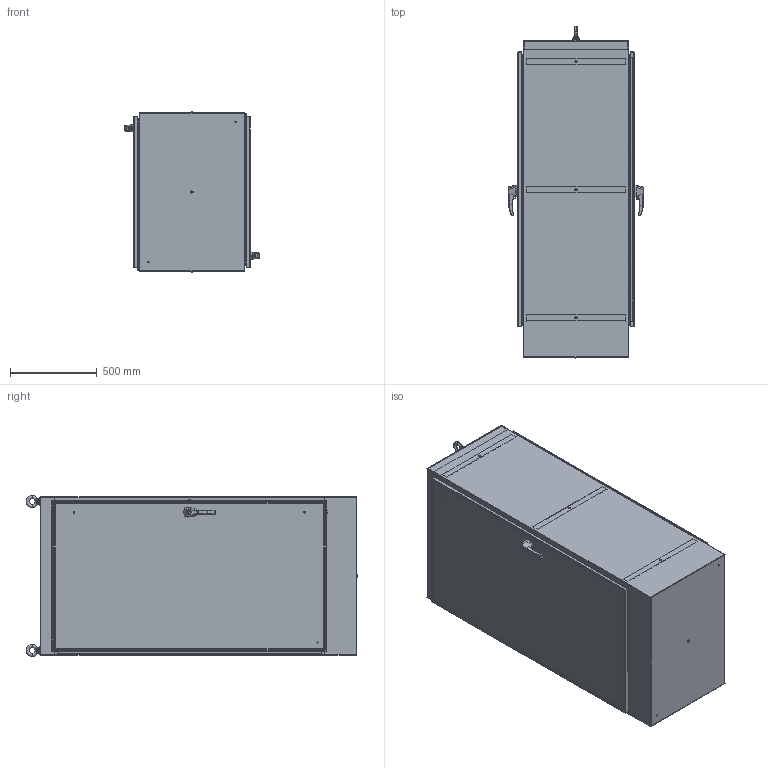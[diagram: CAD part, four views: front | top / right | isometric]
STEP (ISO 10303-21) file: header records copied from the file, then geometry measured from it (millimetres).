
FILE_DESCRIPTION (( 'STEP AP214' ), '1' );
FILE_NAME ('HN4FS723624DASS.STEP', '2019-09-03T19:22:05', ( '' ), ( '' ), 'SwSTEP 2.0', 'SolidWorks 2018', '' );
FILE_SCHEMA (( 'AUTOMOTIVE_DESIGN' ));
Length unit declared in the file: inch
Products named in the file (1): HN4FS723624DASS
Bounding box: 778.87 x 1917.43 x 929.74 mm (x, y, z)
Volume: 20817754.7 mm3; surface area: 17281034.6 mm2
Topology: 85 solids, 87 shells, 3193 faces, 8509 edges, 5510 vertices
Faces by surface type: cylinder 1485, plane 1440, cone 144, bspline 108, torus 16
Entity records: 159241 total; most frequent: CARTESIAN_POINT 37060, ORIENTED_EDGE 16974, DIRECTION 16861, EDGE_CURVE 8487, AXIS2_PLACEMENT_3D 6082, VERTEX_POINT 5510, LINE 4697, VECTOR 4697
